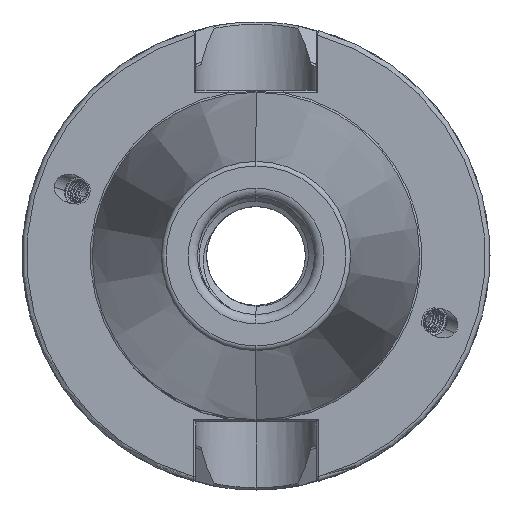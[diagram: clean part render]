
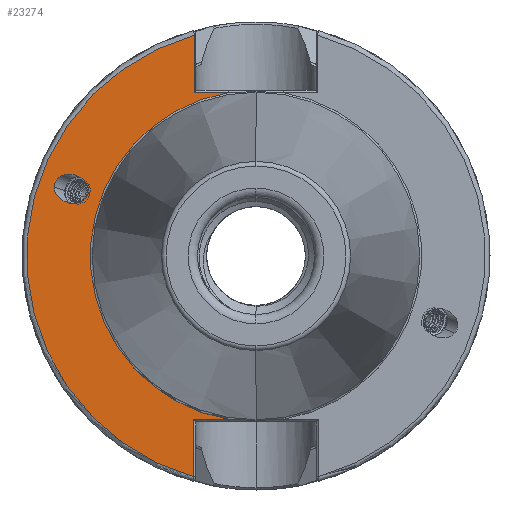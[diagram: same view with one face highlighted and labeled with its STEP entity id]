
A CAD part, left-side view. The second image highlights one B-rep face of the part: STEP entity #23274.
In plain terms, the highlighted planar face has unit normal (-1, 0, 0).
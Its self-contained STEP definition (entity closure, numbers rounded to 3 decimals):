
#4332 = EDGE_LOOP ( 'NONE', ( #11399, #11391, #11411 ) ) ;
#4377 = EDGE_LOOP ( 'NONE', ( #11412, #11398, #11402, #11388, #11386, #20458 ) ) ;
#8099 = CARTESIAN_POINT ( 'NONE',  ( 0., 43.118, 14.766 ) ) ;
#8194 = CARTESIAN_POINT ( 'NONE',  ( 0., 35.816, 13.963 ) ) ;
#8226 = CARTESIAN_POINT ( 'NONE',  ( 0., 35.968, 13.091 ) ) ;
#8704 = CARTESIAN_POINT ( 'NONE',  ( 0., 35.816, 13.662 ) ) ;
#8734 = CARTESIAN_POINT ( 'NONE',  ( 0., 35.968, 13.091 ) ) ;
#8741 = CARTESIAN_POINT ( 'NONE',  ( 0., 35.867, 13.369 ) ) ;
#8743 = CARTESIAN_POINT ( 'NONE',  ( 0., 35.816, 13.963 ) ) ;
#9540 = CARTESIAN_POINT ( 'NONE',  ( 0., 5.916, 34.9 ) ) ;
#9567 = CARTESIAN_POINT ( 'NONE',  ( 0., 13.279, -34.9 ) ) ;
#9573 = CARTESIAN_POINT ( 'NONE',  ( 0., 5.916, -34.9 ) ) ;
#9574 = CARTESIAN_POINT ( 'NONE',  ( 0., 13.194, 47.19 ) ) ;
#9595 = CARTESIAN_POINT ( 'NONE',  ( 0., 13.279, -47.166 ) ) ;
#9615 = CARTESIAN_POINT ( 'NONE',  ( 0., 13.194, 34.9 ) ) ;
#11386 = ORIENTED_EDGE ( 'NONE', *, *, #20886, .T. ) ;
#11388 = ORIENTED_EDGE ( 'NONE', *, *, #20883, .T. ) ;
#11391 = ORIENTED_EDGE ( 'NONE', *, *, #20897, .F. ) ;
#11398 = ORIENTED_EDGE ( 'NONE', *, *, #20867, .T. ) ;
#11399 = ORIENTED_EDGE ( 'NONE', *, *, #20688, .F. ) ;
#11402 = ORIENTED_EDGE ( 'NONE', *, *, #20864, .T. ) ;
#11411 = ORIENTED_EDGE ( 'NONE', *, *, #20744, .F. ) ;
#11412 = ORIENTED_EDGE ( 'NONE', *, *, #20891, .F. ) ;
#11467 =( BOUNDED_CURVE ( )  B_SPLINE_CURVE ( 3, ( #8734, #8741, #8704, #8743 ),
 .UNSPECIFIED., .F., .T. ) 
 B_SPLINE_CURVE_WITH_KNOTS ( ( 4, 4 ),
 ( 0., 0.29 ),
 .UNSPECIFIED. ) 
 CURVE ( )  GEOMETRIC_REPRESENTATION_ITEM ( )  RATIONAL_B_SPLINE_CURVE ( ( 1., 0.993, 0.993, 1. ) ) 
 REPRESENTATION_ITEM ( '' )  );
#11485 =( BOUNDED_CURVE ( )  B_SPLINE_CURVE ( 3, ( #22900, #22870, #22872, #22874 ),
 .UNSPECIFIED., .F., .T. ) 
 B_SPLINE_CURVE_WITH_KNOTS ( ( 4, 4 ),
 ( 0.29, 3.431 ),
 .UNSPECIFIED. ) 
 CURVE ( )  GEOMETRIC_REPRESENTATION_ITEM ( )  RATIONAL_B_SPLINE_CURVE ( ( 1., 0.333, 0.333, 1. ) ) 
 REPRESENTATION_ITEM ( '' )  );
#14959 = VERTEX_POINT ( 'NONE', #9540 ) ;
#14984 = VERTEX_POINT ( 'NONE', #9567 ) ;
#14988 = VERTEX_POINT ( 'NONE', #9615 ) ;
#15001 = VERTEX_POINT ( 'NONE', #9595 ) ;
#15006 = VERTEX_POINT ( 'NONE', #9573 ) ;
#15013 = VERTEX_POINT ( 'NONE', #9574 ) ;
#17057 =( BOUNDED_CURVE ( )  B_SPLINE_CURVE ( 3, ( #17722, #17709, #17706, #17707 ),
 .UNSPECIFIED., .F., .F. ) 
 B_SPLINE_CURVE_WITH_KNOTS ( ( 4, 4 ),
 ( 3.431, 6.283 ),
 .UNSPECIFIED. ) 
 CURVE ( )  GEOMETRIC_REPRESENTATION_ITEM ( )  RATIONAL_B_SPLINE_CURVE ( ( 1., 0.43, 0.43, 1. ) ) 
 REPRESENTATION_ITEM ( '' )  );
#17147 = AXIS2_PLACEMENT_3D ( 'NONE', #17627, #17609, #17593 ) ;
#17166 = AXIS2_PLACEMENT_3D ( 'NONE', #17675, #17669, #17634 ) ;
#17282 = AXIS2_PLACEMENT_3D ( 'NONE', #24930, #24952, #24970 ) ;
#17437 = DIRECTION ( 'NONE',  ( 0., 0., 1. ) ) ;
#17440 = CARTESIAN_POINT ( 'NONE',  ( 0., 13.279, -35.4 ) ) ;
#17442 = DIRECTION ( 'NONE',  ( 0., -1., 0. ) ) ;
#17448 = CARTESIAN_POINT ( 'NONE',  ( 0., -12.85, -34.9 ) ) ;
#17593 = DIRECTION ( 'NONE',  ( 0., 0., -1. ) ) ;
#17609 = DIRECTION ( 'NONE',  ( 1., 0., 0. ) ) ;
#17612 = CARTESIAN_POINT ( 'NONE',  ( 0., 35.398, 34.9 ) ) ;
#17619 = DIRECTION ( 'NONE',  ( 0., 1., 0. ) ) ;
#17627 = CARTESIAN_POINT ( 'NONE',  ( 0., 0., 0. ) ) ;
#17634 = DIRECTION ( 'NONE',  ( 0., 0., -1. ) ) ;
#17669 = DIRECTION ( 'NONE',  ( 1., 0., 0. ) ) ;
#17675 = CARTESIAN_POINT ( 'NONE',  ( 0., 0., 0. ) ) ;
#17706 = CARTESIAN_POINT ( 'NONE',  ( 0., 37.57, 8.69 ) ) ;
#17707 = CARTESIAN_POINT ( 'NONE',  ( 0., 35.968, 13.091 ) ) ;
#17709 = CARTESIAN_POINT ( 'NONE',  ( 0., 43.118, 9.99 ) ) ;
#17722 = CARTESIAN_POINT ( 'NONE',  ( 0., 43.118, 14.766 ) ) ;
#18308 = CARTESIAN_POINT ( 'NONE',  ( 0., 13.194, 0. ) ) ;
#18332 = DIRECTION ( 'NONE',  ( 0., 0., 1. ) ) ;
#18892 = LINE ( 'NONE', #18308, #18897 ) ;
#18896 = VECTOR ( 'NONE', #17619, 1000. ) ;
#18897 = VECTOR ( 'NONE', #18332, 1000. ) ;
#18899 = LINE ( 'NONE', #17612, #18896 ) ;
#18901 = CIRCLE ( 'NONE', #17166, 49. ) ;
#18905 = LINE ( 'NONE', #17448, #18918 ) ;
#18906 = LINE ( 'NONE', #17440, #18912 ) ;
#18912 = VECTOR ( 'NONE', #17437, 1000. ) ;
#18913 = CIRCLE ( 'NONE', #17147, 35.398 ) ;
#18918 = VECTOR ( 'NONE', #17442, 1000. ) ;
#19373 = FACE_BOUND ( 'NONE', #4332, .T. ) ;
#19384 = FACE_OUTER_BOUND ( 'NONE', #4377, .T. ) ;
#20458 = ORIENTED_EDGE ( 'NONE', *, *, #20836, .T. ) ;
#20688 = EDGE_CURVE ( 'NONE', #21588, #21571, #11467, .T. ) ;
#20744 = EDGE_CURVE ( 'NONE', #21571, #21548, #11485, .T. ) ;
#20836 = EDGE_CURVE ( 'NONE', #14988, #15013, #18892, .T. ) ;
#20864 = EDGE_CURVE ( 'NONE', #14984, #15006, #18905, .T. ) ;
#20867 = EDGE_CURVE ( 'NONE', #15001, #14984, #18906, .T. ) ;
#20883 = EDGE_CURVE ( 'NONE', #15006, #14959, #18913, .T. ) ;
#20886 = EDGE_CURVE ( 'NONE', #14959, #14988, #18899, .T. ) ;
#20891 = EDGE_CURVE ( 'NONE', #15001, #15013, #18901, .T. ) ;
#20897 = EDGE_CURVE ( 'NONE', #21548, #21588, #17057, .T. ) ;
#21548 = VERTEX_POINT ( 'NONE', #8099 ) ;
#21571 = VERTEX_POINT ( 'NONE', #8194 ) ;
#21588 = VERTEX_POINT ( 'NONE', #8226 ) ;
#22870 = CARTESIAN_POINT ( 'NONE',  ( 0., 35.816, 20.184 ) ) ;
#22872 = CARTESIAN_POINT ( 'NONE',  ( 0., 43.118, 20.987 ) ) ;
#22874 = CARTESIAN_POINT ( 'NONE',  ( 0., 43.118, 14.766 ) ) ;
#22900 = CARTESIAN_POINT ( 'NONE',  ( 0., 35.816, 13.963 ) ) ;
#23274 = ADVANCED_FACE ( 'NONE', ( #19373, #19384 ), #24927, .T. ) ;
#24927 = PLANE ( 'NONE',  #17282 ) ;
#24930 = CARTESIAN_POINT ( 'NONE',  ( 0., 35.398, 0. ) ) ;
#24952 = DIRECTION ( 'NONE',  ( -1., 0., 0. ) ) ;
#24970 = DIRECTION ( 'NONE',  ( 0., 0., 1. ) ) ;
